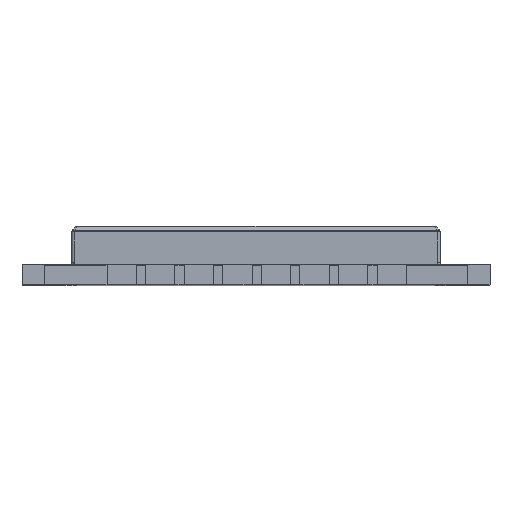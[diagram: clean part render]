
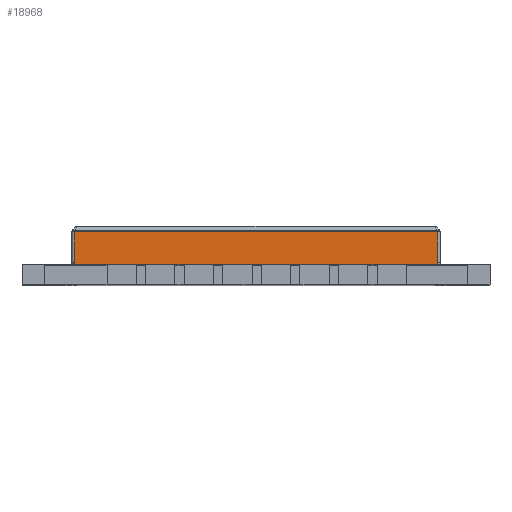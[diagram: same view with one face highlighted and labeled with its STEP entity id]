
A CAD part, top view. The second image highlights one B-rep face of the part: STEP entity #18968.
In plain terms, the highlighted planar face has unit normal (0, 0, 1).
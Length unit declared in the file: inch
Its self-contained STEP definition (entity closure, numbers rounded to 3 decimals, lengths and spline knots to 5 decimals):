
#131 = LINE ( 'NONE', #9990, #16515 ) ;
#327 = CARTESIAN_POINT ( 'NONE',  ( -0.372, 0.0465, -0.049 ) ) ;
#622 = LINE ( 'NONE', #9631, #17046 ) ;
#953 = CARTESIAN_POINT ( 'NONE',  ( -0.372, 0.10843, -0.049 ) ) ;
#955 = EDGE_CURVE ( 'NONE', #15249, #7700, #3248, .T. ) ;
#1508 = VERTEX_POINT ( 'NONE', #3824 ) ;
#1592 = CARTESIAN_POINT ( 'NONE',  ( 0.37334, 0.0415, -0.049 ) ) ;
#1884 = EDGE_CURVE ( 'NONE', #8731, #15249, #6541, .T. ) ;
#2282 = ORIENTED_EDGE ( 'NONE', *, *, #12587, .F. ) ;
#3062 = VERTEX_POINT ( 'NONE', #953 ) ;
#3248 =( BOUNDED_CURVE ( )  B_SPLINE_CURVE ( 3, ( #19362, #8248, #17761, #327 ),
 .UNSPECIFIED., .F., .F. ) 
 B_SPLINE_CURVE_WITH_KNOTS ( ( 4, 4 ),
 ( 0., 1. ),
 .UNSPECIFIED. ) 
 CURVE ( )  GEOMETRIC_REPRESENTATION_ITEM ( )  RATIONAL_B_SPLINE_CURVE ( ( 1., 0.977, 0.977, 1. ) ) 
 REPRESENTATION_ITEM ( '' )  );
#3824 = CARTESIAN_POINT ( 'NONE',  ( 0.372, 0.0465, -0.049 ) ) ;
#4599 = CARTESIAN_POINT ( 'NONE',  ( 0., 0.1205, -0.049 ) ) ;
#5033 = ORIENTED_EDGE ( 'NONE', *, *, #1884, .F. ) ;
#5242 = DIRECTION ( 'NONE',  ( 1., 0., 0. ) ) ;
#6180 = DIRECTION ( 'NONE',  ( -1., 0., 0. ) ) ;
#6308 = CARTESIAN_POINT ( 'NONE',  ( 0.372, 0.0465, -0.049 ) ) ;
#6318 = CARTESIAN_POINT ( 'NONE',  ( -0.37334, 0.0415, -0.049 ) ) ;
#6541 = LINE ( 'NONE', #17579, #14967 ) ;
#7195 = CARTESIAN_POINT ( 'NONE',  ( 0.372, 0.1205, -0.049 ) ) ;
#7400 = ORIENTED_EDGE ( 'NONE', *, *, #17726, .F. ) ;
#7664 = ORIENTED_EDGE ( 'NONE', *, *, #15631, .F. ) ;
#7700 = VERTEX_POINT ( 'NONE', #17117 ) ;
#8059 = DIRECTION ( 'NONE',  ( -1., 0., 0. ) ) ;
#8209 = AXIS2_PLACEMENT_3D ( 'NONE', #4599, #15690, #6180 ) ;
#8248 = CARTESIAN_POINT ( 'NONE',  ( -0.37246, 0.04303, -0.049 ) ) ;
#8731 = VERTEX_POINT ( 'NONE', #10940 ) ;
#8964 = EDGE_LOOP ( 'NONE', ( #7400, #7664, #2282, #11790, #11105, #5033 ) ) ;
#9001 = VECTOR ( 'NONE', #16722, 39.37008 ) ;
#9515 = LINE ( 'NONE', #7195, #9001 ) ;
#9544 = EDGE_CURVE ( 'NONE', #7700, #3062, #622, .T. ) ;
#9631 = CARTESIAN_POINT ( 'NONE',  ( -0.372, 0.1205, -0.049 ) ) ;
#9990 = CARTESIAN_POINT ( 'NONE',  ( 0., 0.10843, -0.049 ) ) ;
#10940 = CARTESIAN_POINT ( 'NONE',  ( 0.37334, 0.0415, -0.049 ) ) ;
#11099 = CARTESIAN_POINT ( 'NONE',  ( 0.37246, 0.04303, -0.049 ) ) ;
#11105 = ORIENTED_EDGE ( 'NONE', *, *, #955, .F. ) ;
#11148 = CARTESIAN_POINT ( 'NONE',  ( 0.372, 0.10843, -0.049 ) ) ;
#11790 = ORIENTED_EDGE ( 'NONE', *, *, #9544, .F. ) ;
#12587 = EDGE_CURVE ( 'NONE', #3062, #13590, #131, .T. ) ;
#12595 = FACE_OUTER_BOUND ( 'NONE', #8964, .T. ) ;
#12637 =( BOUNDED_CURVE ( )  B_SPLINE_CURVE ( 3, ( #6308, #15814, #11099, #1592 ),
 .UNSPECIFIED., .F., .F. ) 
 B_SPLINE_CURVE_WITH_KNOTS ( ( 4, 4 ),
 ( 0., 1. ),
 .UNSPECIFIED. ) 
 CURVE ( )  GEOMETRIC_REPRESENTATION_ITEM ( )  RATIONAL_B_SPLINE_CURVE ( ( 1., 0.977, 0.977, 1. ) ) 
 REPRESENTATION_ITEM ( '' )  );
#12781 = DIRECTION ( 'NONE',  ( 0., 1., 0. ) ) ;
#13590 = VERTEX_POINT ( 'NONE', #11148 ) ;
#14967 = VECTOR ( 'NONE', #8059, 39.37008 ) ;
#15249 = VERTEX_POINT ( 'NONE', #6318 ) ;
#15631 = EDGE_CURVE ( 'NONE', #13590, #1508, #9515, .T. ) ;
#15690 = DIRECTION ( 'NONE',  ( 0., 0., -1. ) ) ;
#15814 = CARTESIAN_POINT ( 'NONE',  ( 0.372, 0.04473, -0.049 ) ) ;
#16515 = VECTOR ( 'NONE', #5242, 39.37008 ) ;
#16722 = DIRECTION ( 'NONE',  ( 0., -1., 0. ) ) ;
#17046 = VECTOR ( 'NONE', #12781, 39.37008 ) ;
#17117 = CARTESIAN_POINT ( 'NONE',  ( -0.372, 0.0465, -0.049 ) ) ;
#17240 = PLANE ( 'NONE',  #8209 ) ;
#17579 = CARTESIAN_POINT ( 'NONE',  ( 0., 0.0415, -0.049 ) ) ;
#17726 = EDGE_CURVE ( 'NONE', #1508, #8731, #12637, .T. ) ;
#17761 = CARTESIAN_POINT ( 'NONE',  ( -0.372, 0.04473, -0.049 ) ) ;
#18968 = ADVANCED_FACE ( 'NONE', ( #12595 ), #17240, .F. ) ;
#19362 = CARTESIAN_POINT ( 'NONE',  ( -0.37334, 0.0415, -0.049 ) ) ;
